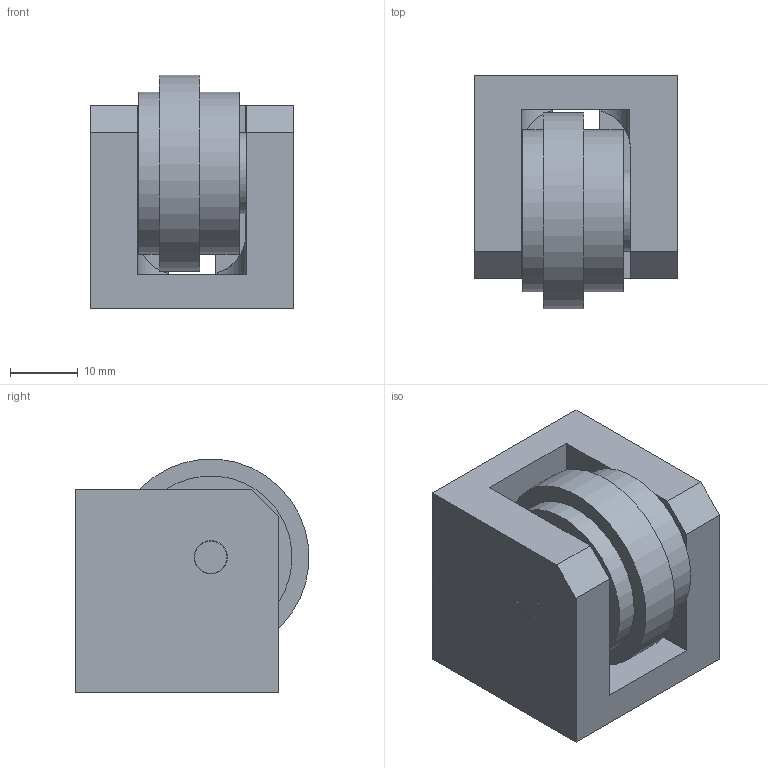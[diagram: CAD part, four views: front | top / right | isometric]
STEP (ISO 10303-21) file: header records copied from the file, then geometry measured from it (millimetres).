
FILE_DESCRIPTION(/* description */ (''),/* implementation_level */ '2;1');
FILE_NAME(/* name */ '11173_KriTec_Rolleneckverbinder_6.stp',/* time_stamp */ '2018-04-17T13:42:38+02:00',/* author */ ('kostic'),/* organization */ (''),/* preprocessor_version */ 'ST-DEVELOPER v16.1',/* originating_system */ 'Autodesk Inventor 2016',/* authorisation */ '');
FILE_SCHEMA (('AUTOMOTIVE_DESIGN { 1 0 10303 214 3 1 1 }'));
Length unit declared in the file: millimetre
Products named in the file (6): 11173_Halter; 11165_Rolle_6_PA; 11165_Distanzscheibe_6; 11165_Distanzhülse_6; ISO 10642  - M6  x  30x 10.9; 11173_KriTec_Rolleneckverbinder_6
Assembly tree (5 placements, depth 2):
  11173_KriTec_Rolleneckverbinder_6
    11173_Halter
    11165_Rolle_6_PA
    11165_Distanzscheibe_6
    11165_Distanzhülse_6
    ISO 10642  - M6  x  30x 10.9
Bounding box: 30 x 34.45 x 34.45 mm (x, y, z)
Volume: 23959 mm3; surface area: 11557.5 mm2
Topology: 5 solids, 5 shells, 65 faces, 153 edges, 101 vertices
Faces by surface type: plane 36, cylinder 21, cone 8
Full cylindrical faces by diameter (mm): 4.917 x1, 6 x1, 6.1 x1, 6.5 x3, 6.6 x1, 10 x1, 10.2 x1, 11.34 x1, 12 x1, 12.5 x1, 13 x2, 24 x2, 29 x1
Entity records: 1874 total; most frequent: CARTESIAN_POINT 316, DIRECTION 312, ORIENTED_EDGE 242, AXIS2_PLACEMENT_3D 122, EDGE_CURVE 121, EDGE_LOOP 109, VERTEX_POINT 94, LINE 68
